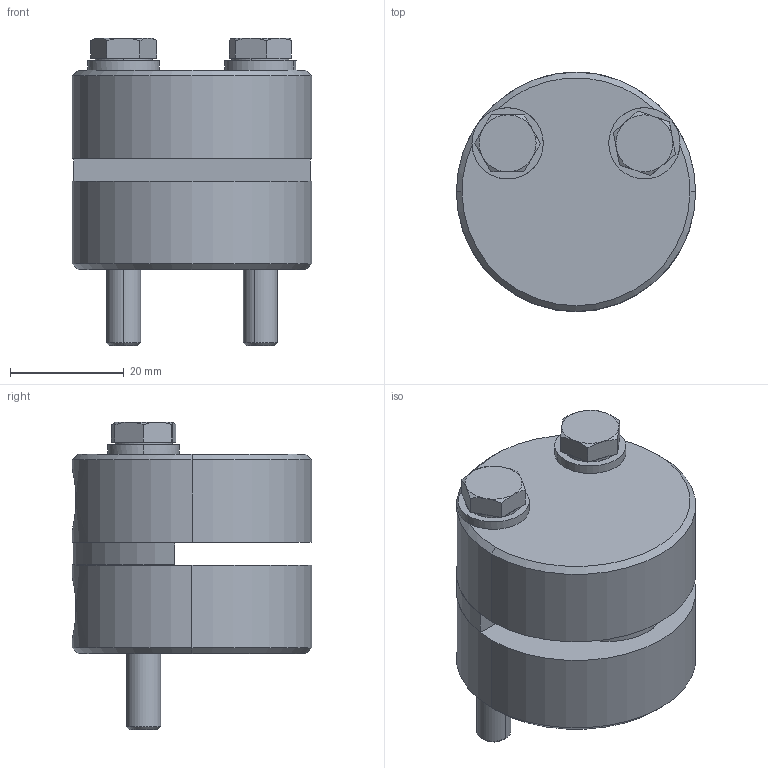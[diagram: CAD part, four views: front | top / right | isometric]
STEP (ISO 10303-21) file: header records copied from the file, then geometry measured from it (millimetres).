
FILE_DESCRIPTION (( 'STEP AP203' ), '1' );
FILE_NAME ('DBA-5(Web—p).STEP', '2024-10-23T01:54:44', ( '' ), ( '' ), 'SwSTEP 2.0', 'SolidWorks 2024', '' );
FILE_SCHEMA (( 'CONFIG_CONTROL_DESIGN' ));
Length unit declared in the file: millimetre
Products named in the file (1): DBA-5(Web用)
Bounding box: 42 x 42 x 54 mm (x, y, z)
Volume: 45058.8 mm3; surface area: 13906.8 mm2
Topology: 1 solids, 1 shells, 238 faces, 540 edges, 324 vertices
Faces by surface type: plane 93, cone 84, cylinder 57, torus 4
Entity records: 6989 total; most frequent: CARTESIAN_POINT 1609, DIRECTION 1150, ORIENTED_EDGE 1068, EDGE_CURVE 534, AXIS2_PLACEMENT_3D 453, VERTEX_POINT 324, EDGE_LOOP 264, LINE 244
